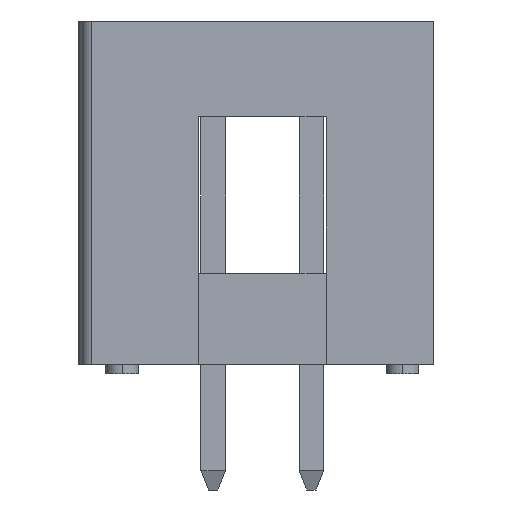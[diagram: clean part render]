
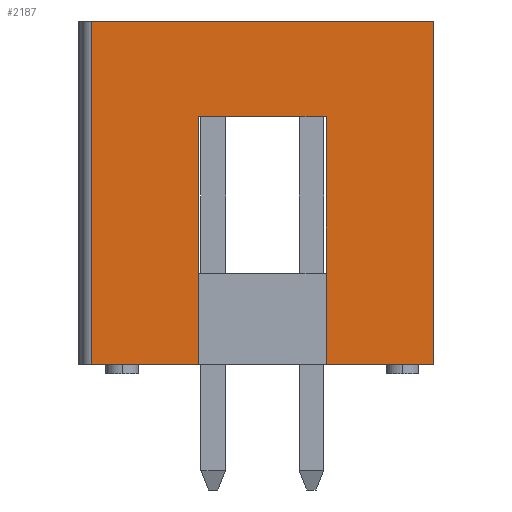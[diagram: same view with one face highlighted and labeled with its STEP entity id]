
A CAD part, left-side view. The second image highlights one B-rep face of the part: STEP entity #2187.
In plain terms, the highlighted planar face has unit normal (-1, 0, 0).
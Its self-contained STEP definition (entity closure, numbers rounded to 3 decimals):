
#2187=ADVANCED_FACE('',(#4768),#4769,.T.);
#4768=FACE_OUTER_BOUND('',#7814,.T.);
#4769=PLANE('',#7815);
#7814=EDGE_LOOP('',(#13718,#13719,#13720,#13721,#13722,#13723,#13724,#13725));
#7815=AXIS2_PLACEMENT_3D('',#13726,#13727,#13728);
#13718=ORIENTED_EDGE('',*,*,#18687,.T.);
#13719=ORIENTED_EDGE('',*,*,#18688,.T.);
#13720=ORIENTED_EDGE('',*,*,#18469,.F.);
#13721=ORIENTED_EDGE('',*,*,#18679,.T.);
#13722=ORIENTED_EDGE('',*,*,#18689,.T.);
#13723=ORIENTED_EDGE('',*,*,#18684,.F.);
#13724=ORIENTED_EDGE('',*,*,#18473,.F.);
#13725=ORIENTED_EDGE('',*,*,#18690,.F.);
#13726=CARTESIAN_POINT('',(-29.23,-4.425,-4.425));
#13727=DIRECTION('',(-1.0,0.0,0.0));
#13728=DIRECTION('',(0.0,0.0,1.0));
#18469=EDGE_CURVE('',#22125,#22127,#22128,.T.);
#18473=EDGE_CURVE('',#22133,#22135,#22136,.T.);
#18679=EDGE_CURVE('',#22125,#22526,#22528,.T.);
#18684=EDGE_CURVE('',#22135,#22535,#22536,.T.);
#18687=EDGE_CURVE('',#22539,#22540,#22541,.T.);
#18688=EDGE_CURVE('',#22540,#22127,#22542,.T.);
#18689=EDGE_CURVE('',#22526,#22535,#22543,.T.);
#18690=EDGE_CURVE('',#22539,#22133,#22544,.T.);
#22125=VERTEX_POINT('',#27454);
#22127=VERTEX_POINT('',#27457);
#22128=LINE('',#27458,#27459);
#22133=VERTEX_POINT('',#27466);
#22135=VERTEX_POINT('',#27469);
#22136=LINE('',#27470,#27471);
#22526=VERTEX_POINT('',#28049);
#22528=LINE('',#28052,#28053);
#22535=VERTEX_POINT('',#28063);
#22536=LINE('',#28064,#28065);
#22539=VERTEX_POINT('',#28069);
#22540=VERTEX_POINT('',#28070);
#22541=LINE('',#28071,#28072);
#22542=LINE('',#28073,#28074);
#22543=LINE('',#28075,#28076);
#22544=LINE('',#28077,#28078);
#27454=CARTESIAN_POINT('',(-29.23,-4.425,-4.425));
#27457=CARTESIAN_POINT('',(-29.23,-1.65,-4.425));
#27458=CARTESIAN_POINT('',(-29.23,-4.425,-4.425));
#27459=VECTOR('',#31315,1000.0);
#27466=CARTESIAN_POINT('',(-29.23,1.65,-4.425));
#27469=CARTESIAN_POINT('',(-29.23,4.425,-4.425));
#27470=CARTESIAN_POINT('',(-29.23,-4.425,-4.425));
#27471=VECTOR('',#31319,1000.0);
#28049=CARTESIAN_POINT('',(-29.23,-4.425,4.425));
#28052=CARTESIAN_POINT('',(-29.23,-4.425,-4.425));
#28053=VECTOR('',#31533,1000.0);
#28063=CARTESIAN_POINT('',(-29.23,4.425,4.425));
#28064=CARTESIAN_POINT('',(-29.23,4.425,-4.425));
#28065=VECTOR('',#31537,1000.0);
#28069=CARTESIAN_POINT('',(-29.23,1.65,1.975));
#28070=CARTESIAN_POINT('',(-29.23,-1.65,1.975));
#28071=CARTESIAN_POINT('',(-29.23,1.65,1.975));
#28072=VECTOR('',#31539,1000.0);
#28073=CARTESIAN_POINT('',(-29.23,-1.65,1.975));
#28074=VECTOR('',#31540,1000.0);
#28075=CARTESIAN_POINT('',(-29.23,-4.425,4.425));
#28076=VECTOR('',#31541,1000.0);
#28077=CARTESIAN_POINT('',(-29.23,1.65,1.975));
#28078=VECTOR('',#31542,1000.0);
#31315=DIRECTION('',(0.0,1.0,0.0));
#31319=DIRECTION('',(0.0,1.0,0.0));
#31533=DIRECTION('',(0.0,0.0,1.0));
#31537=DIRECTION('',(0.0,0.0,1.0));
#31539=DIRECTION('',(0.0,-1.0,0.0));
#31540=DIRECTION('',(0.0,0.0,-1.0));
#31541=DIRECTION('',(0.0,1.0,0.0));
#31542=DIRECTION('',(0.0,0.0,-1.0));
